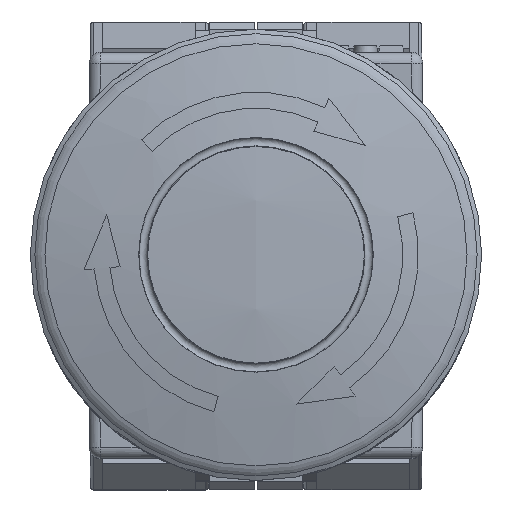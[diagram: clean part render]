
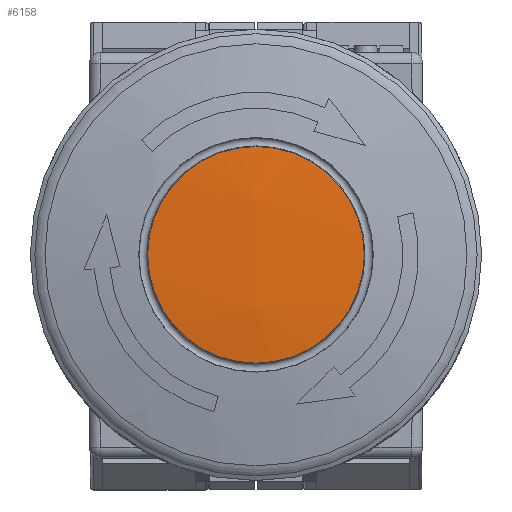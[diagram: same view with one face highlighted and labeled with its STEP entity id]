
A CAD part, top view. The second image highlights one B-rep face of the part: STEP entity #6158.
In plain terms, the highlighted spherical face has radius 80 mm.
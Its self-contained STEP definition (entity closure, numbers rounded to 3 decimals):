
#1181 = CIRCLE ( 'NONE', #9491, 9.603 ) ;
#1805 = ORIENTED_EDGE ( 'NONE', *, *, #12739, .F. ) ;
#2359 = DIRECTION ( 'NONE',  ( 0.122, 0., 0.993 ) ) ;
#2758 = DIRECTION ( 'NONE',  ( -1., 0., 0. ) ) ;
#3470 = SPHERICAL_SURFACE ( 'NONE', #13045, 80. ) ;
#4584 = FACE_OUTER_BOUND ( 'NONE', #7096, .T. ) ;
#6158 = ADVANCED_FACE ( 'NONE', ( #4584 ), #3470, .T. ) ;
#7096 = EDGE_LOOP ( 'NONE', ( #1805 ) ) ;
#8007 = CARTESIAN_POINT ( 'NONE',  ( 0., 0., -31.9 ) ) ;
#8415 = CARTESIAN_POINT ( 'NONE',  ( 0., 0., 47.522 ) ) ;
#8615 = VERTEX_POINT ( 'NONE', #13173 ) ;
#9491 = AXIS2_PLACEMENT_3D ( 'NONE', #8415, #12969, #2758 ) ;
#12571 = DIRECTION ( 'NONE',  ( -0.993, 0., 0.122 ) ) ;
#12739 = EDGE_CURVE ( 'NONE', #8615, #8615, #1181, .T. ) ;
#12969 = DIRECTION ( 'NONE',  ( 0., 0., -1. ) ) ;
#13045 = AXIS2_PLACEMENT_3D ( 'NONE', #8007, #12571, #2359 ) ;
#13173 = CARTESIAN_POINT ( 'NONE',  ( -9.603, 0., 47.522 ) ) ;
